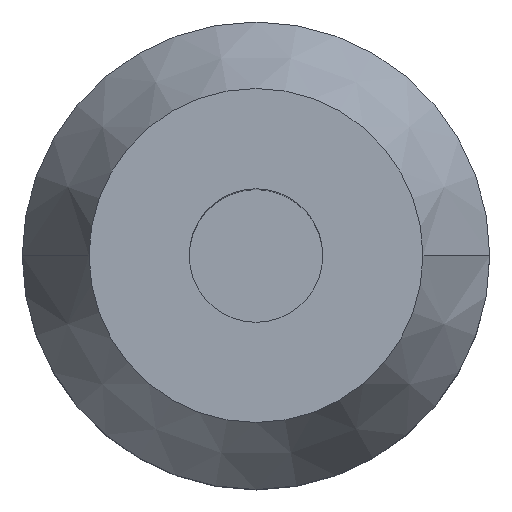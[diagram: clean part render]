
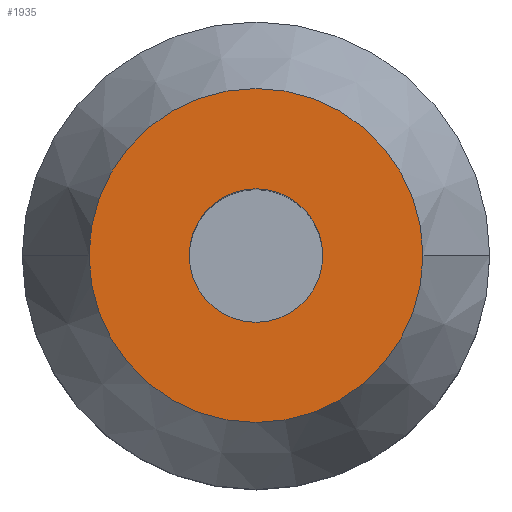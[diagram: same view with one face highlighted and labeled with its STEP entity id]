
A CAD part, top view. The second image highlights one B-rep face of the part: STEP entity #1935.
In plain terms, the highlighted planar face has unit normal (0, 0, 1).
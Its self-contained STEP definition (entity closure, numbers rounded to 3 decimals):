
#7 = CARTESIAN_POINT ( 'NONE',  ( 0., 0., 70. ) ) ;
#9 = DIRECTION ( 'NONE',  ( 0., 0., -1. ) ) ;
#38 = ORIENTED_EDGE ( 'NONE', *, *, #1060, .T. ) ;
#61 = CARTESIAN_POINT ( 'NONE',  ( 0., 15., 70. ) ) ;
#91 = CARTESIAN_POINT ( 'NONE',  ( -15., 0., 70. ) ) ;
#129 = DIRECTION ( 'NONE',  ( -1., 0., 0. ) ) ;
#222 = VERTEX_POINT ( 'NONE', #2980 ) ;
#237 = CIRCLE ( 'NONE', #863, 6. ) ;
#262 = VERTEX_POINT ( 'NONE', #848 ) ;
#280 = DIRECTION ( 'NONE',  ( -1., 0., 0. ) ) ;
#328 = FACE_BOUND ( 'NONE', #2377, .T. ) ;
#390 = CARTESIAN_POINT ( 'NONE',  ( 0., 0., 70. ) ) ;
#478 = DIRECTION ( 'NONE',  ( -1., 0., 0. ) ) ;
#536 = CARTESIAN_POINT ( 'NONE',  ( 0., 0., 70. ) ) ;
#541 = EDGE_LOOP ( 'NONE', ( #1925, #833 ) ) ;
#724 = EDGE_CURVE ( 'NONE', #1778, #1432, #2298, .T. ) ;
#833 = ORIENTED_EDGE ( 'NONE', *, *, #724, .F. ) ;
#848 = CARTESIAN_POINT ( 'NONE',  ( 6., 0., 70. ) ) ;
#863 = AXIS2_PLACEMENT_3D ( 'NONE', #536, #1947, #280 ) ;
#1036 = DIRECTION ( 'NONE',  ( 0., 0., 1. ) ) ;
#1042 = EDGE_CURVE ( 'NONE', #222, #262, #1596, .T. ) ;
#1060 = EDGE_CURVE ( 'NONE', #262, #222, #237, .T. ) ;
#1297 = DIRECTION ( 'NONE',  ( 1., 0., 0. ) ) ;
#1432 = VERTEX_POINT ( 'NONE', #91 ) ;
#1515 = PLANE ( 'NONE',  #2016 ) ;
#1570 = CIRCLE ( 'NONE', #2123, 15. ) ;
#1596 = CIRCLE ( 'NONE', #1927, 6. ) ;
#1622 = DIRECTION ( 'NONE',  ( 0., 0., -1. ) ) ;
#1634 = FACE_OUTER_BOUND ( 'NONE', #541, .T. ) ;
#1655 = DIRECTION ( 'NONE',  ( 0., 0., -1. ) ) ;
#1773 = EDGE_CURVE ( 'NONE', #1432, #1778, #1570, .T. ) ;
#1777 = AXIS2_PLACEMENT_3D ( 'NONE', #390, #1622, #129 ) ;
#1778 = VERTEX_POINT ( 'NONE', #2395 ) ;
#1807 = ORIENTED_EDGE ( 'NONE', *, *, #1042, .T. ) ;
#1925 = ORIENTED_EDGE ( 'NONE', *, *, #1773, .F. ) ;
#1927 = AXIS2_PLACEMENT_3D ( 'NONE', #2449, #9, #2673 ) ;
#1935 = ADVANCED_FACE ( 'NONE', ( #328, #1634 ), #1515, .T. ) ;
#1947 = DIRECTION ( 'NONE',  ( 0., 0., -1. ) ) ;
#2016 = AXIS2_PLACEMENT_3D ( 'NONE', #61, #1036, #1297 ) ;
#2123 = AXIS2_PLACEMENT_3D ( 'NONE', #7, #1655, #478 ) ;
#2298 = CIRCLE ( 'NONE', #1777, 15. ) ;
#2377 = EDGE_LOOP ( 'NONE', ( #1807, #38 ) ) ;
#2395 = CARTESIAN_POINT ( 'NONE',  ( 15., 0., 70. ) ) ;
#2449 = CARTESIAN_POINT ( 'NONE',  ( 0., 0., 70. ) ) ;
#2673 = DIRECTION ( 'NONE',  ( -1., 0., 0. ) ) ;
#2980 = CARTESIAN_POINT ( 'NONE',  ( -6., 0., 70. ) ) ;
